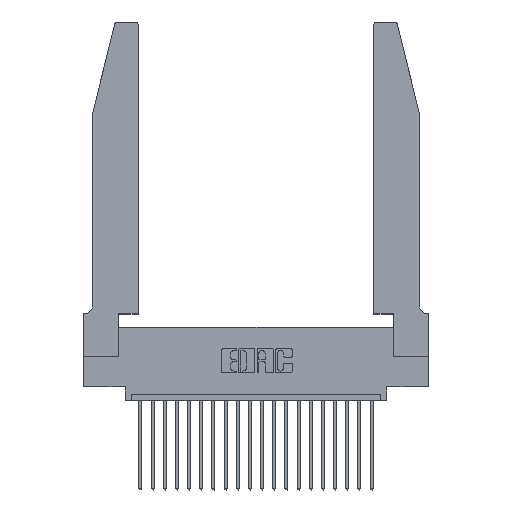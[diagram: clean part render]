
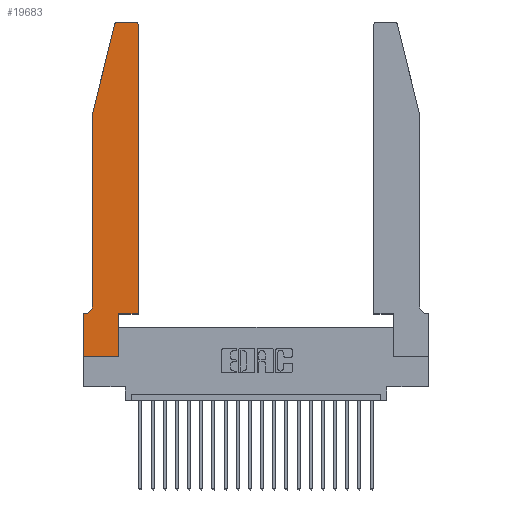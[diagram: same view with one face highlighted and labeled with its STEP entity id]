
A CAD part, top view. The second image highlights one B-rep face of the part: STEP entity #19683.
In plain terms, the highlighted planar face has unit normal (0, 0, 1).
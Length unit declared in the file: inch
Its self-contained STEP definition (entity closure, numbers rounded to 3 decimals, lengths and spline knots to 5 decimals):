
#351 = CARTESIAN_POINT ( 'NONE',  ( 0.4505, 2.72, 0.37 ) ) ;
#565 = CARTESIAN_POINT ( 'NONE',  ( 0.2865, 0.35, 0.37 ) ) ;
#993 = CARTESIAN_POINT ( 'NONE',  ( 0.284, 2.72, 0.37 ) ) ;
#1072 = EDGE_CURVE ( 'NONE', #18591, #6145, #8352, .T. ) ;
#1215 = DIRECTION ( 'NONE',  ( 0., 0., 1. ) ) ;
#1339 = VECTOR ( 'NONE', #22419, 39.37008 ) ;
#1527 = ORIENTED_EDGE ( 'NONE', *, *, #15978, .T. ) ;
#1558 = CARTESIAN_POINT ( 'NONE',  ( 0.2605, 2.75, 0.37 ) ) ;
#1781 = CARTESIAN_POINT ( 'NONE',  ( 0.4205, 2.72, 0.37 ) ) ;
#1841 = CARTESIAN_POINT ( 'NONE',  ( 0.284, 2.75, 0.37 ) ) ;
#1911 = ORIENTED_EDGE ( 'NONE', *, *, #7858, .T. ) ;
#3508 = ORIENTED_EDGE ( 'NONE', *, *, #10760, .T. ) ;
#3571 = DIRECTION ( 'NONE',  ( 0., 0., 1. ) ) ;
#3782 = CARTESIAN_POINT ( 'NONE',  ( 0., 0., 0.37 ) ) ;
#3824 = DIRECTION ( 'NONE',  ( 0., 0., 1. ) ) ;
#3843 = VECTOR ( 'NONE', #17851, 39.37008 ) ;
#3932 = EDGE_CURVE ( 'NONE', #22218, #14738, #21255, .T. ) ;
#4486 = ORIENTED_EDGE ( 'NONE', *, *, #1072, .T. ) ;
#4801 = EDGE_CURVE ( 'NONE', #16410, #14421, #12946, .T. ) ;
#4834 = LINE ( 'NONE', #6785, #13652 ) ;
#5160 = DIRECTION ( 'NONE',  ( -1., 0., 0. ) ) ;
#5473 = DIRECTION ( 'NONE',  ( 1., 0., 0. ) ) ;
#5512 = PLANE ( 'NONE',  #7985 ) ;
#5911 = ORIENTED_EDGE ( 'NONE', *, *, #20096, .T. ) ;
#6145 = VERTEX_POINT ( 'NONE', #15831 ) ;
#6185 = CARTESIAN_POINT ( 'NONE',  ( 0., 0., 0.37 ) ) ;
#6396 = DIRECTION ( 'NONE',  ( 0., 1., 0. ) ) ;
#6509 = ORIENTED_EDGE ( 'NONE', *, *, #3932, .T. ) ;
#6781 = CARTESIAN_POINT ( 'NONE',  ( 0.4505, 0.35, 0.37 ) ) ;
#6785 = CARTESIAN_POINT ( 'NONE',  ( 0.0755, 2., 0.37 ) ) ;
#7078 = DIRECTION ( 'NONE',  ( 1., 0., 0. ) ) ;
#7358 = CARTESIAN_POINT ( 'NONE',  ( 0.2865, 0., 0.37 ) ) ;
#7659 = CARTESIAN_POINT ( 'NONE',  ( 0.0755, 0.35, 0.37 ) ) ;
#7858 = EDGE_CURVE ( 'NONE', #6145, #11941, #10842, .T. ) ;
#7985 = AXIS2_PLACEMENT_3D ( 'NONE', #16336, #3824, #17982 ) ;
#8229 = CARTESIAN_POINT ( 'NONE',  ( 0.2865, 0.35, 0.37 ) ) ;
#8352 = CIRCLE ( 'NONE', #12609, 0.07 ) ;
#9085 = CARTESIAN_POINT ( 'NONE',  ( 0.0755, 0.42, 0.37 ) ) ;
#9414 = LINE ( 'NONE', #6185, #13592 ) ;
#9622 = LINE ( 'NONE', #8229, #14612 ) ;
#9835 = EDGE_CURVE ( 'NONE', #12802, #14306, #21571, .T. ) ;
#9903 = EDGE_CURVE ( 'NONE', #18455, #12802, #18254, .T. ) ;
#10081 = DIRECTION ( 'NONE',  ( 1., 0., 0. ) ) ;
#10284 = VECTOR ( 'NONE', #5160, 39.37008 ) ;
#10435 = CARTESIAN_POINT ( 'NONE',  ( 0.25487, 2.72718, 0.37 ) ) ;
#10480 = VECTOR ( 'NONE', #5473, 39.37008 ) ;
#10489 = VECTOR ( 'NONE', #19396, 39.37008 ) ;
#10760 = EDGE_CURVE ( 'NONE', #20350, #18455, #16843, .T. ) ;
#10774 = DIRECTION ( 'NONE',  ( 0., 0., -1. ) ) ;
#10842 = LINE ( 'NONE', #7659, #10284 ) ;
#10905 = ORIENTED_EDGE ( 'NONE', *, *, #18377, .T. ) ;
#11519 = EDGE_CURVE ( 'NONE', #14738, #20350, #9622, .T. ) ;
#11941 = VERTEX_POINT ( 'NONE', #14297 ) ;
#12323 = DIRECTION ( 'NONE',  ( -1., 0., 0. ) ) ;
#12609 = AXIS2_PLACEMENT_3D ( 'NONE', #17606, #10774, #12323 ) ;
#12796 = ORIENTED_EDGE ( 'NONE', *, *, #11519, .T. ) ;
#12802 = VERTEX_POINT ( 'NONE', #351 ) ;
#12946 = CIRCLE ( 'NONE', #19350, 0.03 ) ;
#13592 = VECTOR ( 'NONE', #22101, 39.37008 ) ;
#13652 = VECTOR ( 'NONE', #19277, 39.37008 ) ;
#14048 = CARTESIAN_POINT ( 'NONE',  ( 0.4505, 0.35, 0.37 ) ) ;
#14294 = LINE ( 'NONE', #1558, #20367 ) ;
#14297 = CARTESIAN_POINT ( 'NONE',  ( 0., 0.35, 0.37 ) ) ;
#14306 = VERTEX_POINT ( 'NONE', #17507 ) ;
#14421 = VERTEX_POINT ( 'NONE', #10435 ) ;
#14612 = VECTOR ( 'NONE', #6396, 39.37008 ) ;
#14738 = VERTEX_POINT ( 'NONE', #7358 ) ;
#14883 = AXIS2_PLACEMENT_3D ( 'NONE', #1781, #3571, #7078 ) ;
#15518 = CARTESIAN_POINT ( 'NONE',  ( 0.0755, 2., 0.37 ) ) ;
#15831 = CARTESIAN_POINT ( 'NONE',  ( 0.0055, 0.35, 0.37 ) ) ;
#15978 = EDGE_CURVE ( 'NONE', #11941, #22218, #9414, .T. ) ;
#16063 = CARTESIAN_POINT ( 'NONE',  ( 0.0755, 2., 0.37 ) ) ;
#16336 = CARTESIAN_POINT ( 'NONE',  ( 0., 0.35, 0.37 ) ) ;
#16410 = VERTEX_POINT ( 'NONE', #1841 ) ;
#16843 = LINE ( 'NONE', #6781, #1339 ) ;
#17507 = CARTESIAN_POINT ( 'NONE',  ( 0.4205, 2.75, 0.37 ) ) ;
#17606 = CARTESIAN_POINT ( 'NONE',  ( 0.0055, 0.42, 0.37 ) ) ;
#17617 = EDGE_CURVE ( 'NONE', #20610, #18591, #19849, .T. ) ;
#17851 = DIRECTION ( 'NONE',  ( 0., -1., 0. ) ) ;
#17962 = ORIENTED_EDGE ( 'NONE', *, *, #9835, .T. ) ;
#17982 = DIRECTION ( 'NONE',  ( 1., 0., 0. ) ) ;
#18254 = LINE ( 'NONE', #14048, #10489 ) ;
#18370 = ORIENTED_EDGE ( 'NONE', *, *, #4801, .T. ) ;
#18377 = EDGE_CURVE ( 'NONE', #14306, #16410, #14294, .T. ) ;
#18455 = VERTEX_POINT ( 'NONE', #18997 ) ;
#18591 = VERTEX_POINT ( 'NONE', #9085 ) ;
#18997 = CARTESIAN_POINT ( 'NONE',  ( 0.4505, 0.35, 0.37 ) ) ;
#19277 = DIRECTION ( 'NONE',  ( -0.239, -0.971, 0. ) ) ;
#19350 = AXIS2_PLACEMENT_3D ( 'NONE', #993, #1215, #10081 ) ;
#19358 = DIRECTION ( 'NONE',  ( -1., 0., 0. ) ) ;
#19396 = DIRECTION ( 'NONE',  ( 0., 1., 0. ) ) ;
#19683 = ADVANCED_FACE ( 'NONE', ( #19748 ), #5512, .T. ) ;
#19748 = FACE_OUTER_BOUND ( 'NONE', #22250, .T. ) ;
#19790 = ORIENTED_EDGE ( 'NONE', *, *, #17617, .T. ) ;
#19849 = LINE ( 'NONE', #16063, #3843 ) ;
#20096 = EDGE_CURVE ( 'NONE', #14421, #20610, #4834, .T. ) ;
#20350 = VERTEX_POINT ( 'NONE', #565 ) ;
#20367 = VECTOR ( 'NONE', #19358, 39.37008 ) ;
#20610 = VERTEX_POINT ( 'NONE', #15518 ) ;
#21255 = LINE ( 'NONE', #3782, #10480 ) ;
#21421 = ORIENTED_EDGE ( 'NONE', *, *, #9903, .T. ) ;
#21571 = CIRCLE ( 'NONE', #14883, 0.03 ) ;
#22101 = DIRECTION ( 'NONE',  ( 0., -1., 0. ) ) ;
#22218 = VERTEX_POINT ( 'NONE', #22511 ) ;
#22250 = EDGE_LOOP ( 'NONE', ( #10905, #18370, #5911, #19790, #4486, #1911, #1527, #6509, #12796, #3508, #21421, #17962 ) ) ;
#22419 = DIRECTION ( 'NONE',  ( 1., 0., 0. ) ) ;
#22511 = CARTESIAN_POINT ( 'NONE',  ( 0., 0., 0.37 ) ) ;
